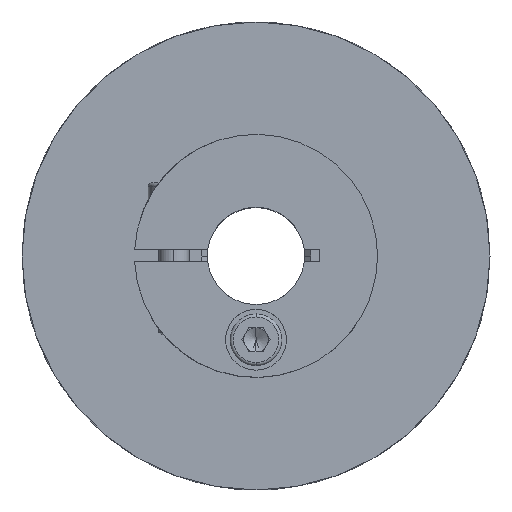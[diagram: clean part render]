
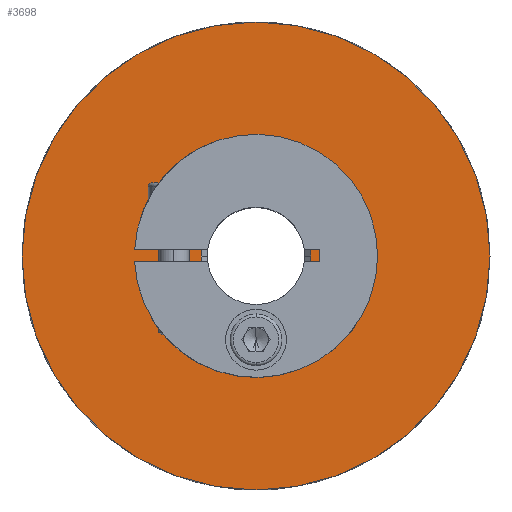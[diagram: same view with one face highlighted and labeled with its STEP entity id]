
A CAD part, top view. The second image highlights one B-rep face of the part: STEP entity #3698.
In plain terms, the highlighted planar face has unit normal (0, 0, 1).
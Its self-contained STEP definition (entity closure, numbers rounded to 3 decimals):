
#44 = AXIS2_PLACEMENT_3D ( 'NONE', #271, #717, #4185 ) ;
#70 = ORIENTED_EDGE ( 'NONE', *, *, #3552, .F. ) ;
#258 = EDGE_LOOP ( 'NONE', ( #5167, #3937 ) ) ;
#263 = DIRECTION ( 'NONE',  ( -1., 0., 0. ) ) ;
#271 = CARTESIAN_POINT ( 'NONE',  ( 0., 0., 0. ) ) ;
#336 = EDGE_CURVE ( 'NONE', #4042, #3206, #3870, .T. ) ;
#493 = FACE_OUTER_BOUND ( 'NONE', #258, .T. ) ;
#520 = DIRECTION ( 'NONE',  ( -1., 0., 0. ) ) ;
#712 = CARTESIAN_POINT ( 'NONE',  ( 0., 0., 0. ) ) ;
#717 = DIRECTION ( 'NONE',  ( 0., 0., 1. ) ) ;
#783 = ORIENTED_EDGE ( 'NONE', *, *, #2041, .T. ) ;
#789 = CARTESIAN_POINT ( 'NONE',  ( 2.1, -13.8, 0. ) ) ;
#807 = VERTEX_POINT ( 'NONE', #789 ) ;
#983 = CARTESIAN_POINT ( 'NONE',  ( 9.025, 0., 0. ) ) ;
#1039 = CARTESIAN_POINT ( 'NONE',  ( 0., -13.8, 0. ) ) ;
#1201 = CIRCLE ( 'NONE', #5017, 2.1 ) ;
#1213 = AXIS2_PLACEMENT_3D ( 'NONE', #4538, #5316, #1947 ) ;
#1657 = CIRCLE ( 'NONE', #1832, 2.1 ) ;
#1693 = CARTESIAN_POINT ( 'NONE',  ( -2.1, -13.8, 0. ) ) ;
#1777 = AXIS2_PLACEMENT_3D ( 'NONE', #712, #2840, #4573 ) ;
#1810 = AXIS2_PLACEMENT_3D ( 'NONE', #2400, #5235, #263 ) ;
#1832 = AXIS2_PLACEMENT_3D ( 'NONE', #1039, #3617, #2794 ) ;
#1947 = DIRECTION ( 'NONE',  ( -1., 0., 0. ) ) ;
#2041 = EDGE_CURVE ( 'NONE', #3206, #4042, #4999, .T. ) ;
#2170 = EDGE_CURVE ( 'NONE', #807, #5468, #1201, .T. ) ;
#2183 = FACE_BOUND ( 'NONE', #5192, .T. ) ;
#2195 = DIRECTION ( 'NONE',  ( 0., 0., 1. ) ) ;
#2246 = CARTESIAN_POINT ( 'NONE',  ( 38.5, 0., 0. ) ) ;
#2400 = CARTESIAN_POINT ( 'NONE',  ( 0., 0., 0. ) ) ;
#2541 = EDGE_LOOP ( 'NONE', ( #783, #4874 ) ) ;
#2566 = EDGE_CURVE ( 'NONE', #4493, #2662, #3251, .T. ) ;
#2641 = CARTESIAN_POINT ( 'NONE',  ( -38.5, 0., 0. ) ) ;
#2645 = CARTESIAN_POINT ( 'NONE',  ( 0., 8.025, 0. ) ) ;
#2662 = VERTEX_POINT ( 'NONE', #2641 ) ;
#2706 = PLANE ( 'NONE',  #3773 ) ;
#2734 = EDGE_CURVE ( 'NONE', #2662, #4493, #4324, .T. ) ;
#2794 = DIRECTION ( 'NONE',  ( 1., 0., 0. ) ) ;
#2840 = DIRECTION ( 'NONE',  ( 0., 0., 1. ) ) ;
#3074 = DIRECTION ( 'NONE',  ( 1., 0., 0. ) ) ;
#3089 = FACE_BOUND ( 'NONE', #2541, .T. ) ;
#3206 = VERTEX_POINT ( 'NONE', #983 ) ;
#3251 = CIRCLE ( 'NONE', #44, 38.5 ) ;
#3388 = CARTESIAN_POINT ( 'NONE',  ( -9.025, 0., 0. ) ) ;
#3493 = CARTESIAN_POINT ( 'NONE',  ( 0., -13.8, 0. ) ) ;
#3552 = EDGE_CURVE ( 'NONE', #5468, #807, #1657, .T. ) ;
#3617 = DIRECTION ( 'NONE',  ( 0., 0., 1. ) ) ;
#3698 = ADVANCED_FACE ( 'NONE', ( #2183, #3089, #493 ), #2706, .F. ) ;
#3773 = AXIS2_PLACEMENT_3D ( 'NONE', #2645, #4330, #520 ) ;
#3870 = CIRCLE ( 'NONE', #1213, 9.025 ) ;
#3937 = ORIENTED_EDGE ( 'NONE', *, *, #2734, .T. ) ;
#4042 = VERTEX_POINT ( 'NONE', #3388 ) ;
#4185 = DIRECTION ( 'NONE',  ( 1., 0., 0. ) ) ;
#4256 = ORIENTED_EDGE ( 'NONE', *, *, #2170, .F. ) ;
#4324 = CIRCLE ( 'NONE', #1777, 38.5 ) ;
#4330 = DIRECTION ( 'NONE',  ( 0., 0., -1. ) ) ;
#4493 = VERTEX_POINT ( 'NONE', #2246 ) ;
#4538 = CARTESIAN_POINT ( 'NONE',  ( 0., 0., 0. ) ) ;
#4573 = DIRECTION ( 'NONE',  ( 1., 0., 0. ) ) ;
#4874 = ORIENTED_EDGE ( 'NONE', *, *, #336, .T. ) ;
#4999 = CIRCLE ( 'NONE', #1810, 9.025 ) ;
#5017 = AXIS2_PLACEMENT_3D ( 'NONE', #3493, #2195, #3074 ) ;
#5167 = ORIENTED_EDGE ( 'NONE', *, *, #2566, .T. ) ;
#5192 = EDGE_LOOP ( 'NONE', ( #4256, #70 ) ) ;
#5235 = DIRECTION ( 'NONE',  ( 0., 0., -1. ) ) ;
#5316 = DIRECTION ( 'NONE',  ( 0., 0., -1. ) ) ;
#5468 = VERTEX_POINT ( 'NONE', #1693 ) ;
